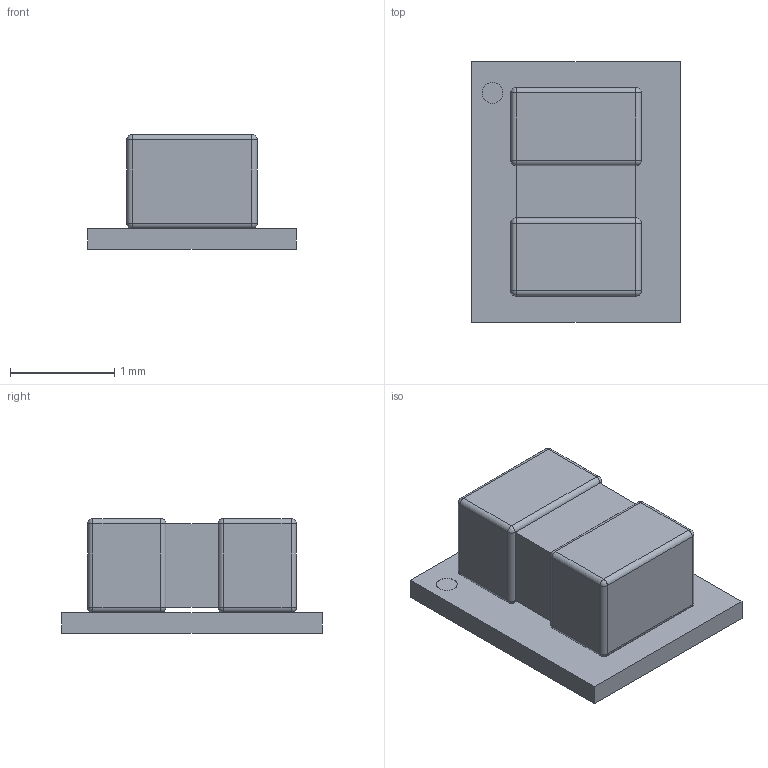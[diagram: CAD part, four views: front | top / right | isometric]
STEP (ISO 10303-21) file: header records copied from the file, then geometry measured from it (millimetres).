
FILE_DESCRIPTION(('FreeCAD Model'),'2;1');
FILE_NAME('Open CASCADE Shape Model','2021-07-07T19:48:01',('Author'),( ''),'Open CASCADE STEP processor 7.5','FreeCAD','Unknown');
FILE_SCHEMA(('AUTOMOTIVE_DESIGN { 1 0 10303 214 1 1 1 1 }'));
Length unit declared in the file: millimetre
Products named in the file (1): Matrix_Union
Bounding box: 2 x 2.5 x 1.1 mm (x, y, z)
Volume: 3.1 mm3; surface area: 19.4 mm2
Topology: 1 solids, 1 shells, 60 faces, 131 edges, 58 vertices
Faces by surface type: cylinder 25, plane 19, sphere 16
Full cylindrical faces by diameter (mm): 0.2 x1
Entity records: 1868 total; most frequent: DIRECTION 287, CARTESIAN_POINT 234, ORIENTED_EDGE 230, EDGE_CURVE 115, AXIS2_PLACEMENT_3D 111, LINE 65, VECTOR 65, FACE_BOUND 63
